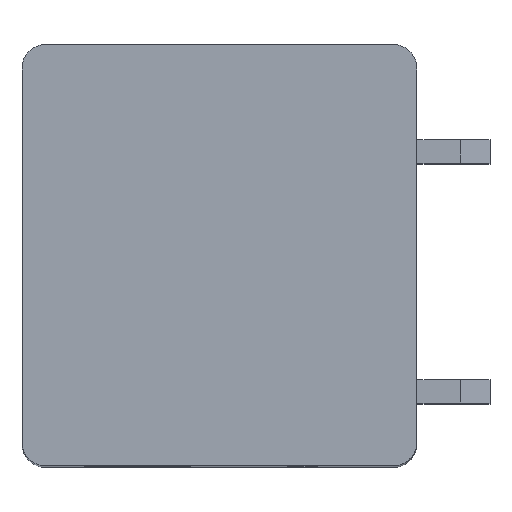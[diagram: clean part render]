
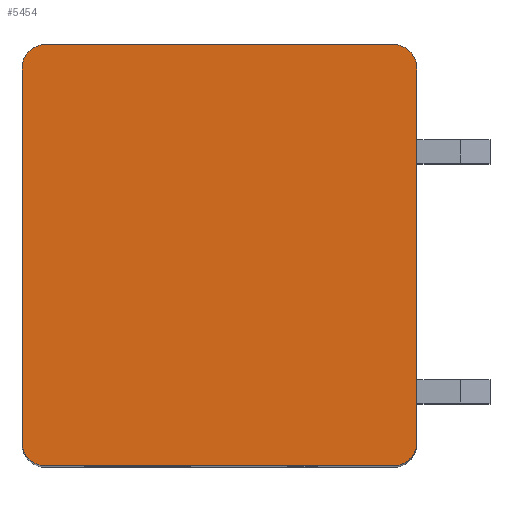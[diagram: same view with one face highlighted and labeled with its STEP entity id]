
A CAD part, top view. The second image highlights one B-rep face of the part: STEP entity #5454.
In plain terms, the highlighted planar face has unit normal (0, 0, 1).
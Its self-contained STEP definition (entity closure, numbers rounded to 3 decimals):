
#865=CARTESIAN_POINT('',(-5.95,6.4,2.5));
#866=DIRECTION('',(0.,0.,1.));
#867=DIRECTION('',(0.,1.,0.));
#868=AXIS2_PLACEMENT_3D('',#865,#866,#867);
#870=DIRECTION('',(-1.,0.,0.));
#871=VECTOR('',#870,11.9);
#872=CARTESIAN_POINT('',(5.95,7.2,2.5));
#873=LINE('',#872,#871);
#874=CARTESIAN_POINT('',(5.95,6.4,2.5));
#875=DIRECTION('',(0.,0.,1.));
#876=DIRECTION('',(1.,0.,0.));
#877=AXIS2_PLACEMENT_3D('',#874,#875,#876);
#879=DIRECTION('',(0.,1.,0.));
#880=VECTOR('',#879,12.8);
#881=CARTESIAN_POINT('',(6.75,-6.4,2.5));
#882=LINE('',#881,#880);
#883=CARTESIAN_POINT('',(5.95,-6.4,2.5));
#884=DIRECTION('',(0.,0.,1.));
#885=DIRECTION('',(0.,-1.,0.));
#886=AXIS2_PLACEMENT_3D('',#883,#884,#885);
#888=DIRECTION('',(1.,0.,0.));
#889=VECTOR('',#888,11.9);
#890=CARTESIAN_POINT('',(-5.95,-7.2,2.5));
#891=LINE('',#890,#889);
#892=CARTESIAN_POINT('',(-5.95,-6.4,2.5));
#893=DIRECTION('',(0.,0.,1.));
#894=DIRECTION('',(-1.,0.,0.));
#895=AXIS2_PLACEMENT_3D('',#892,#893,#894);
#897=DIRECTION('',(0.,-1.,0.));
#898=VECTOR('',#897,12.8);
#899=CARTESIAN_POINT('',(-6.75,6.4,2.5));
#900=LINE('',#899,#898);
#3887=CARTESIAN_POINT('',(-5.95,7.2,2.5));
#3888=VERTEX_POINT('',#3887);
#3889=CARTESIAN_POINT('',(-6.75,6.4,2.5));
#3890=VERTEX_POINT('',#3889);
#3895=CARTESIAN_POINT('',(6.75,6.4,2.5));
#3896=VERTEX_POINT('',#3895);
#3897=CARTESIAN_POINT('',(5.95,7.2,2.5));
#3898=VERTEX_POINT('',#3897);
#3903=CARTESIAN_POINT('',(-6.75,-6.4,2.5));
#3904=VERTEX_POINT('',#3903);
#3905=CARTESIAN_POINT('',(-5.95,-7.2,2.5));
#3906=VERTEX_POINT('',#3905);
#3911=CARTESIAN_POINT('',(5.95,-7.2,2.5));
#3912=VERTEX_POINT('',#3911);
#3913=CARTESIAN_POINT('',(6.75,-6.4,2.5));
#3914=VERTEX_POINT('',#3913);
#5439=CARTESIAN_POINT('',(0.,0.,2.5));
#5440=DIRECTION('',(0.,0.,1.));
#5441=DIRECTION('',(1.,0.,0.));
#5442=AXIS2_PLACEMENT_3D('',#5439,#5440,#5441);
#5443=PLANE('',#5442);
#5444=ORIENTED_EDGE('',*,*,#4903,.F.);
#5445=ORIENTED_EDGE('',*,*,#4919,.F.);
#5446=ORIENTED_EDGE('',*,*,#5076,.F.);
#5447=ORIENTED_EDGE('',*,*,#5091,.F.);
#5448=ORIENTED_EDGE('',*,*,#5224,.F.);
#5449=ORIENTED_EDGE('',*,*,#5237,.F.);
#5450=ORIENTED_EDGE('',*,*,#5420,.F.);
#5451=ORIENTED_EDGE('',*,*,#5432,.F.);
#5452=EDGE_LOOP('',(#5444,#5445,#5446,#5447,#5448,#5449,#5450,#5451));
#5453=FACE_OUTER_BOUND('',#5452,.F.);
#869=CIRCLE('',#868,0.8);
#878=CIRCLE('',#877,0.8);
#887=CIRCLE('',#886,0.8);
#896=CIRCLE('',#895,0.8);
#4903=EDGE_CURVE('',#3888,#3890,#869,.T.);
#4919=EDGE_CURVE('',#3898,#3888,#873,.T.);
#5076=EDGE_CURVE('',#3896,#3898,#878,.T.);
#5091=EDGE_CURVE('',#3914,#3896,#882,.T.);
#5224=EDGE_CURVE('',#3912,#3914,#887,.T.);
#5237=EDGE_CURVE('',#3906,#3912,#891,.T.);
#5420=EDGE_CURVE('',#3904,#3906,#896,.T.);
#5432=EDGE_CURVE('',#3890,#3904,#900,.T.);
#5454=ADVANCED_FACE('',(#5453),#5443,.T.);
